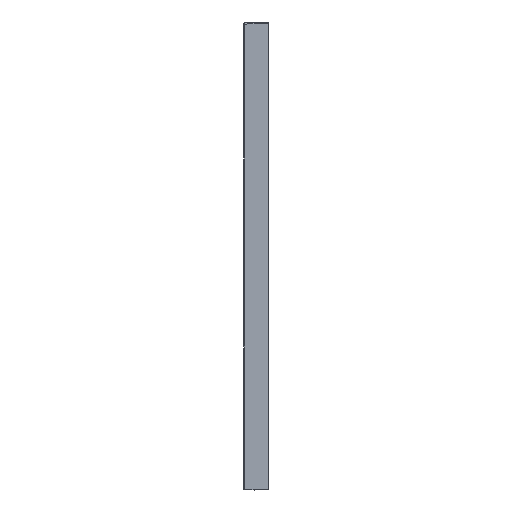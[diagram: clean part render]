
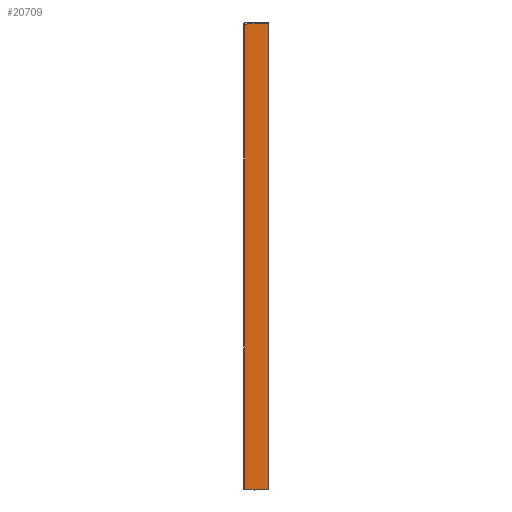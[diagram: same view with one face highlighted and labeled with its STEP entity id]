
A CAD part, left-side view. The second image highlights one B-rep face of the part: STEP entity #20709.
In plain terms, the highlighted planar face has unit normal (-0.999, 0.035, 0).
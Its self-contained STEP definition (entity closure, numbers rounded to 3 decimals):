
#319=CARTESIAN_POINT('',(-700.,-40.,435.501));
#950=DIRECTION('',(-0.035,-0.999,0.));
#951=VECTOR('',#950,38.058);
#952=CARTESIAN_POINT('',(-698.674,-1.965,
-312.5));
#953=LINE('',#952,#951);
#1171=CARTESIAN_POINT('',(-698.673,-1.986,
327.5));
#1211=CARTESIAN_POINT('',(-698.67,-1.986,
-252.5));
#1212=CARTESIAN_POINT('',(-698.67,-1.986,
-221.007));
#1213=CARTESIAN_POINT('',(-698.673,-1.97,
-158.127));
#1214=CARTESIAN_POINT('',(-698.67,-1.933,
-61.461));
#1215=CARTESIAN_POINT('',(-698.67,-1.924,
3.713));
#1216=CARTESIAN_POINT('',(-698.671,-1.93,
37.5));
#1218=DIRECTION('',(0.,0.,1.));
#1219=VECTOR('',#1218,290.);
#1220=CARTESIAN_POINT('',(-698.671,-1.93,
37.5));
#1221=LINE('',#1220,#1219);
#1222=CARTESIAN_POINT('',(-698.673,-1.986,
327.5));
#1223=CARTESIAN_POINT('',(-698.673,-1.986,
339.368));
#1224=CARTESIAN_POINT('',(-698.672,-1.98,
362.925));
#1225=CARTESIAN_POINT('',(-698.672,-1.959,
398.482));
#1226=CARTESIAN_POINT('',(-698.671,-1.941,
422.171));
#1227=CARTESIAN_POINT('',(-698.671,-1.932,
434.172));
#1229=DIRECTION('',(-0.035,-0.999,0.035));
#1230=VECTOR('',#1229,38.115);
#1231=CARTESIAN_POINT('',(-698.671,-1.932,
434.172));
#1232=LINE('',#1231,#1230);
#1233=DIRECTION('',(0.,0.,-1.));
#1234=VECTOR('',#1233,748.001);
#1235=CARTESIAN_POINT('',(-700.,-40.,
435.501));
#1236=LINE('',#1235,#1234);
#1260=DIRECTION('',(0.,0.,-1.));
#1261=VECTOR('',#1260,60.);
#1262=CARTESIAN_POINT('',(-698.67,-1.986,
-252.5));
#1263=LINE('',#1262,#1261);
#17291=CARTESIAN_POINT('',(-698.671,-1.932,
434.172));
#17292=VERTEX_POINT('',#17291);
#17293=VERTEX_POINT('',#319);
#17396=CARTESIAN_POINT('',(-700.,-40.,-312.5));
#17397=VERTEX_POINT('',#17396);
#18589=CARTESIAN_POINT('',(-698.671,-1.93,
37.5));
#18590=VERTEX_POINT('',#18589);
#18591=VERTEX_POINT('',#1171);
#18592=CARTESIAN_POINT('',(-698.674,-1.965,
-312.5));
#18593=VERTEX_POINT('',#18592);
#18594=CARTESIAN_POINT('',(-698.67,-1.986,
-252.5));
#18595=VERTEX_POINT('',#18594);
#20693=CARTESIAN_POINT('',(-699.335,-20.964,
61.501));
#20694=DIRECTION('',(0.999,-0.035,0.));
#20695=DIRECTION('',(0.035,0.999,0.));
#20696=AXIS2_PLACEMENT_3D('',#20693,#20694,#20695);
#20697=PLANE('',#20696);
#20698=ORIENTED_EDGE('',*,*,#20197,.F.);
#20700=ORIENTED_EDGE('',*,*,#20699,.F.);
#20702=ORIENTED_EDGE('',*,*,#20701,.T.);
#20703=ORIENTED_EDGE('',*,*,#20624,.T.);
#20704=ORIENTED_EDGE('',*,*,#20663,.T.);
#20705=ORIENTED_EDGE('',*,*,#19386,.T.);
#20706=ORIENTED_EDGE('',*,*,#19466,.T.);
#20707=EDGE_LOOP('',(#20698,#20700,#20702,#20703,#20704,#20705,#20706));
#20708=FACE_OUTER_BOUND('',#20707,.F.);
#20709=ADVANCED_FACE('',(#20708),#20697,.F.);
#1217=B_SPLINE_CURVE_WITH_KNOTS('',3,(#1211,#1212,#1213,#1214,#1215,#1216),
.UNSPECIFIED.,.F.,.F.,(4,1,1,4),(0.,0.326,0.65,1.),
.UNSPECIFIED.);
#1228=B_SPLINE_CURVE_WITH_KNOTS('',3,(#1222,#1223,#1224,#1225,#1226,#1227),
.UNSPECIFIED.,.F.,.F.,(4,1,1,4),(0.,0.334,0.662,1.),
.UNSPECIFIED.);
#19386=EDGE_CURVE('',#17292,#17293,#1232,.T.);
#19466=EDGE_CURVE('',#17293,#17397,#1236,.T.);
#20197=EDGE_CURVE('',#18593,#17397,#953,.T.);
#20624=EDGE_CURVE('',#18590,#18591,#1221,.T.);
#20663=EDGE_CURVE('',#18591,#17292,#1228,.T.);
#20699=EDGE_CURVE('',#18595,#18593,#1263,.T.);
#20701=EDGE_CURVE('',#18595,#18590,#1217,.T.);
